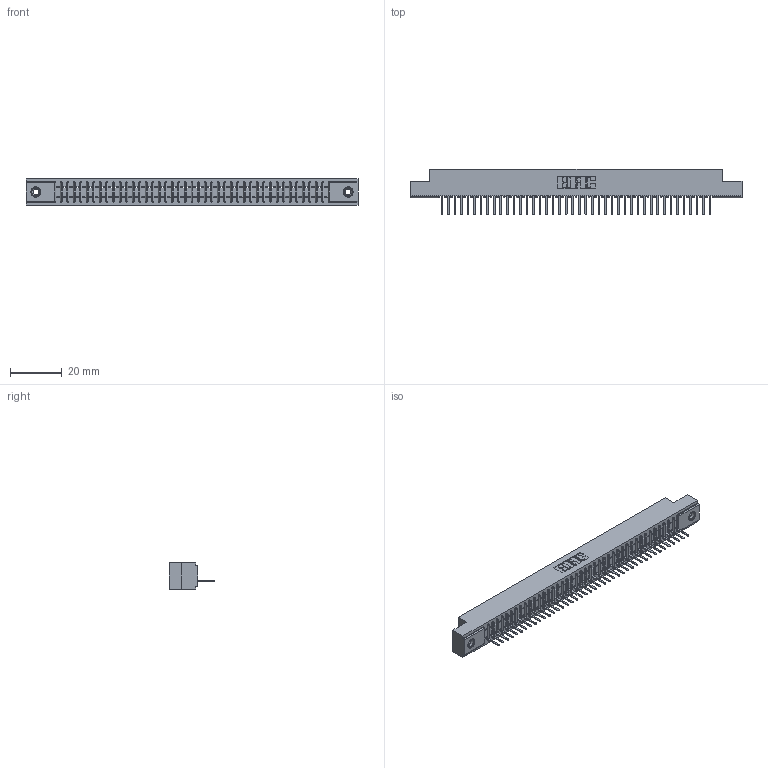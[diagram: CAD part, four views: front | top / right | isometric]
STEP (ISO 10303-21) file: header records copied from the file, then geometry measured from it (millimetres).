
FILE_DESCRIPTION (( 'STEP AP203' ), '1' );
FILE_NAME ('341-042-521-108.STEP', '2018-08-07T01:20:30', ( '' ), ( '' ), 'SwSTEP 2.0', 'SolidWorks 2016', '' );
FILE_SCHEMA (( 'CONFIG_CONTROL_DESIGN' ));
Length unit declared in the file: inch
Products named in the file (4): 341-292-001_341-292-121; 345-250-001_345-250-003-102; 341-042-521-108; 341 Part_.156 (3.96) Dia Mounting Holes
Assembly tree (45 placements, depth 2):
  341-042-521-108
    341 Part_.156 (3.96) Dia Mounting Holes
    341-292-001_341-292-121  x42
    345-250-001_345-250-003-102  x2
Bounding box: 128.91 x 17.7 x 10.16 mm (x, y, z)
Volume: 9243.7 mm3; surface area: 14521.1 mm2
Topology: 45 solids, 45 shells, 3620 faces, 10406 edges, 6674 vertices
Faces by surface type: plane 2242, cylinder 1194, sphere 86, torus 86, cone 12
Entity records: 50670 total; most frequent: CARTESIAN_POINT 8587, ORIENTED_EDGE 8568, DIRECTION 8300, EDGE_CURVE 4284, VECTOR 3458, LINE 3458, VERTEX_POINT 2708, AXIS2_PLACEMENT_3D 2421
